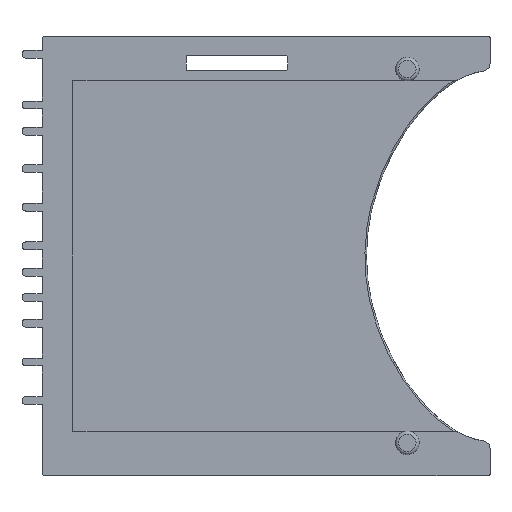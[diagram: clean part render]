
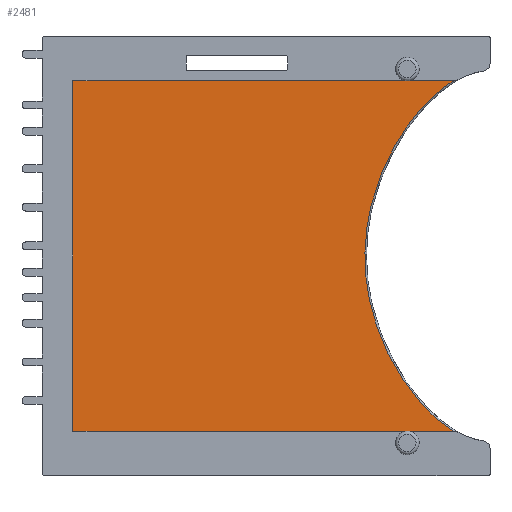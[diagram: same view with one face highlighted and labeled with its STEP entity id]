
A CAD part, front view. The second image highlights one B-rep face of the part: STEP entity #2481.
In plain terms, the highlighted planar face has unit normal (0, -1, 0).
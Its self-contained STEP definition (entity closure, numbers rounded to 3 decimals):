
#45=B_SPLINE_CURVE_WITH_KNOTS('',3,(#4129,#4130,#4131,#4132,#4133,#4134,
#4135,#4136,#4137,#4138,#4139,#4140),.UNSPECIFIED.,.F.,.F.,(4,1,1,1,1,1,
1,1,1,4),(0.,0.218,0.436,0.872,1.309,
1.745,2.181,2.617,2.835,3.054),
 .UNSPECIFIED.);
#65=PLANE('',#2667);
#158=FACE_OUTER_BOUND('',#293,.T.);
#293=EDGE_LOOP('',(#1867,#1868,#1869,#1870,#1871,#1872,#1873,#1874,#1875,
#1876,#1877,#1878,#1879,#1880,#1881,#1882,#1883,#1884,#1885));
#475=LINE('',#3796,#730);
#481=LINE('',#3810,#736);
#487=LINE('',#3824,#742);
#501=LINE('',#4155,#756);
#502=LINE('',#4157,#757);
#503=LINE('',#4159,#758);
#504=LINE('',#4160,#759);
#505=LINE('',#4162,#760);
#506=LINE('',#4166,#761);
#507=LINE('',#4170,#762);
#508=LINE('',#4171,#763);
#730=VECTOR('',#2993,10.);
#736=VECTOR('',#3005,10.);
#742=VECTOR('',#3019,10.);
#756=VECTOR('',#3083,10.);
#757=VECTOR('',#3084,10.);
#758=VECTOR('',#3085,10.);
#759=VECTOR('',#3086,10.);
#760=VECTOR('',#3087,10.);
#761=VECTOR('',#3090,10.);
#762=VECTOR('',#3093,10.);
#763=VECTOR('',#3094,10.);
#913=CIRCLE('',#2592,0.1);
#946=CIRCLE('',#2633,0.15);
#949=CIRCLE('',#2640,0.15);
#962=CIRCLE('',#2663,0.4);
#964=CIRCLE('',#2666,0.4);
#965=CIRCLE('',#2668,0.1);
#966=CIRCLE('',#2669,0.256);
#1025=VERTEX_POINT('',#3559);
#1026=VERTEX_POINT('',#3561);
#1122=VERTEX_POINT('',#3783);
#1123=VERTEX_POINT('',#3784);
#1127=VERTEX_POINT('',#3795);
#1131=VERTEX_POINT('',#3807);
#1132=VERTEX_POINT('',#3809);
#1135=VERTEX_POINT('',#3817);
#1154=VERTEX_POINT('',#4038);
#1157=VERTEX_POINT('',#4043);
#1158=VERTEX_POINT('',#4115);
#1159=VERTEX_POINT('',#4142);
#1160=VERTEX_POINT('',#4156);
#1161=VERTEX_POINT('',#4158);
#1162=VERTEX_POINT('',#4161);
#1163=VERTEX_POINT('',#4163);
#1164=VERTEX_POINT('',#4165);
#1165=VERTEX_POINT('',#4167);
#1166=VERTEX_POINT('',#4169);
#1272=EDGE_CURVE('',#1025,#1026,#913,.T.);
#1375=EDGE_CURVE('',#1122,#1123,#946,.T.);
#1381=EDGE_CURVE('',#1123,#1127,#475,.T.);
#1388=EDGE_CURVE('',#1131,#1132,#481,.T.);
#1392=EDGE_CURVE('',#1132,#1135,#949,.T.);
#1396=EDGE_CURVE('',#1135,#1122,#487,.T.);
#1430=EDGE_CURVE('',#1157,#1154,#962,.T.);
#1433=EDGE_CURVE('',#1154,#1158,#45,.T.);
#1435=EDGE_CURVE('',#1158,#1159,#964,.T.);
#1436=EDGE_CURVE('',#1157,#1127,#501,.T.);
#1437=EDGE_CURVE('',#1131,#1160,#502,.T.);
#1438=EDGE_CURVE('',#1160,#1161,#503,.T.);
#1439=EDGE_CURVE('',#1026,#1161,#504,.T.);
#1440=EDGE_CURVE('',#1162,#1025,#505,.T.);
#1441=EDGE_CURVE('',#1163,#1162,#965,.T.);
#1442=EDGE_CURVE('',#1164,#1163,#506,.T.);
#1443=EDGE_CURVE('',#1165,#1164,#966,.T.);
#1444=EDGE_CURVE('',#1166,#1165,#507,.T.);
#1445=EDGE_CURVE('',#1159,#1166,#508,.T.);
#1867=ORIENTED_EDGE('',*,*,#1435,.F.);
#1868=ORIENTED_EDGE('',*,*,#1433,.F.);
#1869=ORIENTED_EDGE('',*,*,#1430,.F.);
#1870=ORIENTED_EDGE('',*,*,#1436,.T.);
#1871=ORIENTED_EDGE('',*,*,#1381,.F.);
#1872=ORIENTED_EDGE('',*,*,#1375,.F.);
#1873=ORIENTED_EDGE('',*,*,#1396,.F.);
#1874=ORIENTED_EDGE('',*,*,#1392,.F.);
#1875=ORIENTED_EDGE('',*,*,#1388,.F.);
#1876=ORIENTED_EDGE('',*,*,#1437,.T.);
#1877=ORIENTED_EDGE('',*,*,#1438,.T.);
#1878=ORIENTED_EDGE('',*,*,#1439,.F.);
#1879=ORIENTED_EDGE('',*,*,#1272,.F.);
#1880=ORIENTED_EDGE('',*,*,#1440,.F.);
#1881=ORIENTED_EDGE('',*,*,#1441,.F.);
#1882=ORIENTED_EDGE('',*,*,#1442,.F.);
#1883=ORIENTED_EDGE('',*,*,#1443,.F.);
#1884=ORIENTED_EDGE('',*,*,#1444,.F.);
#1885=ORIENTED_EDGE('',*,*,#1445,.F.);
#2481=ADVANCED_FACE('',(#158),#65,.F.);
#2592=AXIS2_PLACEMENT_3D('',#3562,#2834,#2835);
#2633=AXIS2_PLACEMENT_3D('',#3785,#2983,#2984);
#2640=AXIS2_PLACEMENT_3D('',#3818,#3011,#3012);
#2663=AXIS2_PLACEMENT_3D('',#4054,#3073,#3074);
#2666=AXIS2_PLACEMENT_3D('',#4153,#3079,#3080);
#2667=AXIS2_PLACEMENT_3D('',#4154,#3081,#3082);
#2668=AXIS2_PLACEMENT_3D('',#4164,#3088,#3089);
#2669=AXIS2_PLACEMENT_3D('',#4168,#3091,#3092);
#2834=DIRECTION('center_axis',(0.,-1.,0.));
#2835=DIRECTION('ref_axis',(0.,0.,-1.));
#2983=DIRECTION('center_axis',(0.,-1.,0.));
#2984=DIRECTION('ref_axis',(0.707,0.,-0.707));
#2993=DIRECTION('',(0.,0.,1.));
#3005=DIRECTION('',(0.,0.,-1.));
#3011=DIRECTION('center_axis',(0.,-1.,0.));
#3012=DIRECTION('ref_axis',(-0.707,0.,-0.707));
#3019=DIRECTION('',(1.,0.,0.));
#3073=DIRECTION('center_axis',(0.,1.,0.));
#3074=DIRECTION('ref_axis',(0.667,0.,-0.745));
#3079=DIRECTION('center_axis',(0.,1.,0.));
#3080=DIRECTION('ref_axis',(0.667,0.,0.745));
#3081=DIRECTION('center_axis',(0.,1.,0.));
#3082=DIRECTION('ref_axis',(0.,0.,
-1.));
#3083=DIRECTION('',(-1.,0.,0.));
#3084=DIRECTION('',(-1.,0.,0.));
#3085=DIRECTION('',(0.,0.,-1.));
#3086=DIRECTION('',(-1.,0.,0.));
#3087=DIRECTION('',(0.,0.,-1.));
#3088=DIRECTION('center_axis',(0.,-1.,0.));
#3089=DIRECTION('ref_axis',(-1.,0.,0.));
#3090=DIRECTION('',(-1.,0.,0.));
#3091=DIRECTION('center_axis',(0.,-1.,0.));
#3092=DIRECTION('ref_axis',(0.,0.,1.));
#3093=DIRECTION('',(0.,0.,1.));
#3094=DIRECTION('',(-1.,0.,0.));
#3559=CARTESIAN_POINT('',(2.82,2.5,-11.872));
#3561=CARTESIAN_POINT('',(2.857,2.5,-11.95));
#3562=CARTESIAN_POINT('Origin',(2.92,2.5,-11.872));
#3783=CARTESIAN_POINT('',(2.18,2.5,12.4));
#3784=CARTESIAN_POINT('',(2.33,2.5,12.55));
#3785=CARTESIAN_POINT('Origin',(2.18,2.5,12.55));
#3795=CARTESIAN_POINT('',(2.33,2.5,12.75));
#3796=CARTESIAN_POINT('',(2.33,2.5,12.575));
#3807=CARTESIAN_POINT('',(-4.251,2.5,12.75));
#3809=CARTESIAN_POINT('',(-4.251,2.5,12.55));
#3810=CARTESIAN_POINT('',(-4.251,2.5,13.072));
#3817=CARTESIAN_POINT('',(-4.101,2.5,12.4));
#3818=CARTESIAN_POINT('Origin',(-4.101,2.5,12.55));
#3824=CARTESIAN_POINT('',(5.587,2.5,12.4));
#4038=CARTESIAN_POINT('',(14.976,2.5,12.471));
#4043=CARTESIAN_POINT('',(15.307,2.5,12.75));
#4054=CARTESIAN_POINT('Origin',(14.925,2.5,12.868));
#4115=CARTESIAN_POINT('',(14.976,2.5,-11.671));
#4129=CARTESIAN_POINT('Ctrl Pts',(14.976,2.5,12.471));
#4130=CARTESIAN_POINT('Ctrl Pts',(14.254,2.5,12.379));
#4131=CARTESIAN_POINT('Ctrl Pts',(12.897,2.5,11.775));
#4132=CARTESIAN_POINT('Ctrl Pts',(10.693,2.5,9.851));
#4133=CARTESIAN_POINT('Ctrl Pts',(8.649,2.5,6.796));
#4134=CARTESIAN_POINT('Ctrl Pts',(7.27,2.5,2.613));
#4135=CARTESIAN_POINT('Ctrl Pts',(7.269,2.5,-1.814));
#4136=CARTESIAN_POINT('Ctrl Pts',(8.649,2.5,-5.995));
#4137=CARTESIAN_POINT('Ctrl Pts',(10.693,2.5,-9.051));
#4138=CARTESIAN_POINT('Ctrl Pts',(12.897,2.5,-10.974));
#4139=CARTESIAN_POINT('Ctrl Pts',(14.254,2.5,-11.579));
#4140=CARTESIAN_POINT('Ctrl Pts',(14.976,2.5,-11.671));
#4142=CARTESIAN_POINT('',(15.307,2.5,-11.95));
#4153=CARTESIAN_POINT('Origin',(14.925,2.5,-12.068));
#4154=CARTESIAN_POINT('Origin',(15.425,2.5,12.75));
#4155=CARTESIAN_POINT('',(15.425,2.5,12.75));
#4156=CARTESIAN_POINT('',(-11.575,2.5,12.75));
#4157=CARTESIAN_POINT('',(15.425,2.5,12.75));
#4158=CARTESIAN_POINT('',(-11.575,2.5,-11.95));
#4159=CARTESIAN_POINT('',(-11.575,2.5,12.75));
#4160=CARTESIAN_POINT('',(15.425,2.5,-11.95));
#4161=CARTESIAN_POINT('',(2.82,2.5,-11.7));
#4162=CARTESIAN_POINT('',(2.82,2.5,0.525));
#4163=CARTESIAN_POINT('',(2.92,2.5,-11.6));
#4164=CARTESIAN_POINT('Origin',(2.92,2.5,-11.7));
#4165=CARTESIAN_POINT('',(8.865,2.5,-11.6));
#4166=CARTESIAN_POINT('',(12.145,2.5,-11.6));
#4167=CARTESIAN_POINT('',(9.12,2.5,-11.856));
#4168=CARTESIAN_POINT('Origin',(8.865,2.5,-11.856));
#4169=CARTESIAN_POINT('',(9.12,2.5,-11.95));
#4170=CARTESIAN_POINT('',(9.12,2.5,-0.412));
#4171=CARTESIAN_POINT('',(15.425,2.5,-11.95));
